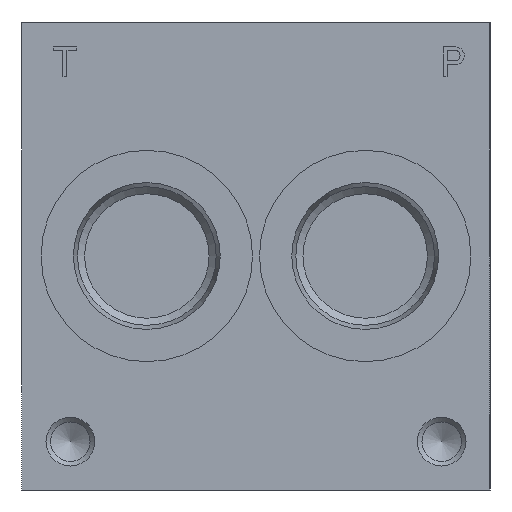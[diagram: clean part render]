
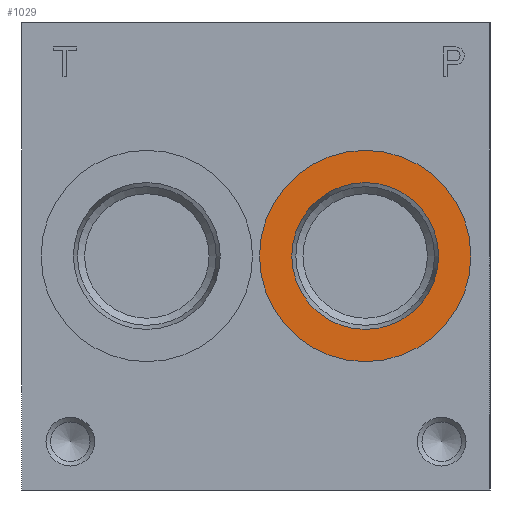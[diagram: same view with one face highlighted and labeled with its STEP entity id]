
A CAD part, left-side view. The second image highlights one B-rep face of the part: STEP entity #1029.
In plain terms, the highlighted planar face has unit normal (-1, 0, 0).
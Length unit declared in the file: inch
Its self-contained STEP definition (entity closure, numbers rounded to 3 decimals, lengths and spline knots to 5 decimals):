
#1029 = ADVANCED_FACE( '', ( #2417, #2418 ), #2419, .T. );
#2417 = FACE_BOUND( '', #4154, .T. );
#2418 = FACE_OUTER_BOUND( '', #4155, .T. );
#2419 = PLANE( '', #4156 );
#4154 = EDGE_LOOP( '', ( #7125 ) );
#4155 = EDGE_LOOP( '', ( #7126 ) );
#4156 = AXIS2_PLACEMENT_3D( '', #7127, #7128, #7129 );
#7125 = ORIENTED_EDGE( '', *, *, #9527, .T. );
#7126 = ORIENTED_EDGE( '', *, *, #10015, .F. );
#7127 = CARTESIAN_POINT( '', ( 0.031, 1.4775, 1.5 ) );
#7128 = DIRECTION( '', ( -1., 0., 0. ) );
#7129 = DIRECTION( '', ( 0., 0., 1. ) );
#9527 = EDGE_CURVE( '', #11431, #11431, #11432, .T. );
#10015 = EDGE_CURVE( '', #12155, #12155, #12156, .T. );
#11431 = VERTEX_POINT( '', #13999 );
#11432 = CIRCLE( '', #14000, 0.4705 );
#12155 = VERTEX_POINT( '', #14994 );
#12156 = CIRCLE( '', #14995, 0.6775 );
#13999 = CARTESIAN_POINT( '', ( 0.031, 0.8, 1.0295 ) );
#14000 = AXIS2_PLACEMENT_3D( '', #16420, #16421, #16422 );
#14994 = CARTESIAN_POINT( '', ( 0.031, 0.8, 0.8225 ) );
#14995 = AXIS2_PLACEMENT_3D( '', #16997, #16998, #16999 );
#16420 = CARTESIAN_POINT( '', ( 0.031, 0.8, 1.5 ) );
#16421 = DIRECTION( '', ( 1., 0., 0. ) );
#16422 = DIRECTION( '', ( 0., 0., -1. ) );
#16997 = CARTESIAN_POINT( '', ( 0.031, 0.8, 1.5 ) );
#16998 = DIRECTION( '', ( 1., 0., 0. ) );
#16999 = DIRECTION( '', ( 0., 0., -1. ) );
